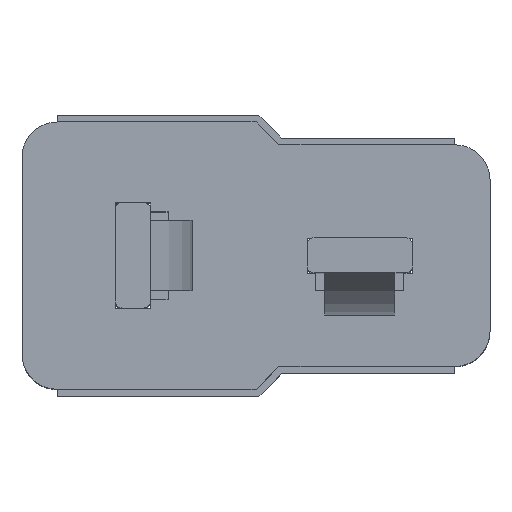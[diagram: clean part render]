
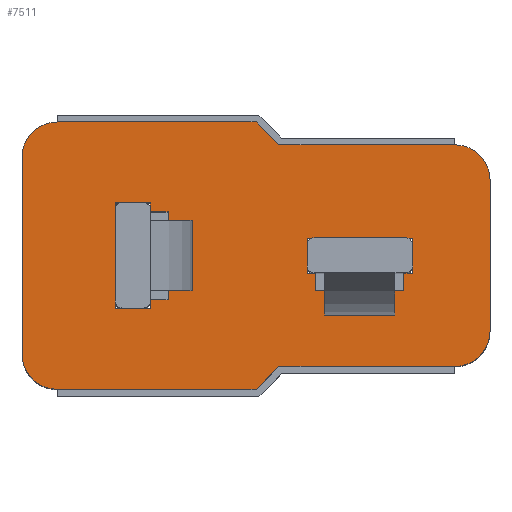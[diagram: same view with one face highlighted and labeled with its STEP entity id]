
A CAD part, top view. The second image highlights one B-rep face of the part: STEP entity #7511.
In plain terms, the highlighted planar face has unit normal (0, 0, 1).
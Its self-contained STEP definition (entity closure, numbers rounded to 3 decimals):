
#400=FACE_BOUND('',#843,.T.);
#401=FACE_BOUND('',#844,.T.);
#434=FACE_OUTER_BOUND('',#842,.T.);
#842=EDGE_LOOP('',(#4789,#4790,#4791,#4792,#4793,#4794,#4795,#4796,#4797,
#4798,#4799,#4800));
#843=EDGE_LOOP('',(#4801,#4802,#4803,#4804,#4805,#4806,#4807,#4808));
#844=EDGE_LOOP('',(#4809,#4810,#4811,#4812,#4813,#4814,#4815,#4816));
#1342=LINE('',#10363,#2147);
#1343=LINE('',#10367,#2148);
#1344=LINE('',#10371,#2149);
#1345=LINE('',#10373,#2150);
#1346=LINE('',#10375,#2151);
#1347=LINE('',#10379,#2152);
#1348=LINE('',#10383,#2153);
#1349=LINE('',#10384,#2154);
#1350=LINE('',#10387,#2155);
#1351=LINE('',#10389,#2156);
#1352=LINE('',#10391,#2157);
#1353=LINE('',#10393,#2158);
#1354=LINE('',#10395,#2159);
#1355=LINE('',#10397,#2160);
#1356=LINE('',#10399,#2161);
#1357=LINE('',#10400,#2162);
#1358=LINE('',#10403,#2163);
#1359=LINE('',#10405,#2164);
#1360=LINE('',#10407,#2165);
#1361=LINE('',#10409,#2166);
#1362=LINE('',#10411,#2167);
#1363=LINE('',#10413,#2168);
#1364=LINE('',#10415,#2169);
#1365=LINE('',#10416,#2170);
#2147=VECTOR('',#8484,1.);
#2148=VECTOR('',#8487,1.);
#2149=VECTOR('',#8490,1.);
#2150=VECTOR('',#8491,1.);
#2151=VECTOR('',#8492,1.);
#2152=VECTOR('',#8495,1.);
#2153=VECTOR('',#8498,1.);
#2154=VECTOR('',#8499,1.);
#2155=VECTOR('',#8500,1.);
#2156=VECTOR('',#8501,1.);
#2157=VECTOR('',#8502,1.);
#2158=VECTOR('',#8503,1.);
#2159=VECTOR('',#8504,1.);
#2160=VECTOR('',#8505,1.);
#2161=VECTOR('',#8506,1.);
#2162=VECTOR('',#8507,1.);
#2163=VECTOR('',#8508,1.);
#2164=VECTOR('',#8509,1.);
#2165=VECTOR('',#8510,1.);
#2166=VECTOR('',#8511,1.);
#2167=VECTOR('',#8512,1.);
#2168=VECTOR('',#8513,1.);
#2169=VECTOR('',#8514,1.);
#2170=VECTOR('',#8515,1.);
#2861=CIRCLE('',#7948,1.);
#2862=CIRCLE('',#7949,1.);
#2863=CIRCLE('',#7950,1.);
#2864=CIRCLE('',#7951,1.);
#2998=VERTEX_POINT('',#10361);
#2999=VERTEX_POINT('',#10362);
#3000=VERTEX_POINT('',#10364);
#3001=VERTEX_POINT('',#10366);
#3002=VERTEX_POINT('',#10368);
#3003=VERTEX_POINT('',#10370);
#3004=VERTEX_POINT('',#10372);
#3005=VERTEX_POINT('',#10374);
#3006=VERTEX_POINT('',#10376);
#3007=VERTEX_POINT('',#10378);
#3008=VERTEX_POINT('',#10380);
#3009=VERTEX_POINT('',#10382);
#3010=VERTEX_POINT('',#10385);
#3011=VERTEX_POINT('',#10386);
#3012=VERTEX_POINT('',#10388);
#3013=VERTEX_POINT('',#10390);
#3014=VERTEX_POINT('',#10392);
#3015=VERTEX_POINT('',#10394);
#3016=VERTEX_POINT('',#10396);
#3017=VERTEX_POINT('',#10398);
#3018=VERTEX_POINT('',#10401);
#3019=VERTEX_POINT('',#10402);
#3020=VERTEX_POINT('',#10404);
#3021=VERTEX_POINT('',#10406);
#3022=VERTEX_POINT('',#10408);
#3023=VERTEX_POINT('',#10410);
#3024=VERTEX_POINT('',#10412);
#3025=VERTEX_POINT('',#10414);
#3712=EDGE_CURVE('',#2998,#2999,#1342,.T.);
#3713=EDGE_CURVE('',#2999,#3000,#2861,.T.);
#3714=EDGE_CURVE('',#3000,#3001,#1343,.T.);
#3715=EDGE_CURVE('',#3001,#3002,#2862,.T.);
#3716=EDGE_CURVE('',#3003,#3002,#1344,.T.);
#3717=EDGE_CURVE('',#3004,#3003,#1345,.T.);
#3718=EDGE_CURVE('',#3004,#3005,#1346,.T.);
#3719=EDGE_CURVE('',#3005,#3006,#2863,.T.);
#3720=EDGE_CURVE('',#3006,#3007,#1347,.T.);
#3721=EDGE_CURVE('',#3007,#3008,#2864,.T.);
#3722=EDGE_CURVE('',#3008,#3009,#1348,.T.);
#3723=EDGE_CURVE('',#3009,#2998,#1349,.T.);
#3724=EDGE_CURVE('',#3010,#3011,#1350,.T.);
#3725=EDGE_CURVE('',#3011,#3012,#1351,.T.);
#3726=EDGE_CURVE('',#3012,#3013,#1352,.T.);
#3727=EDGE_CURVE('',#3013,#3014,#1353,.T.);
#3728=EDGE_CURVE('',#3015,#3014,#1354,.T.);
#3729=EDGE_CURVE('',#3016,#3015,#1355,.T.);
#3730=EDGE_CURVE('',#3017,#3016,#1356,.T.);
#3731=EDGE_CURVE('',#3010,#3017,#1357,.T.);
#3732=EDGE_CURVE('',#3018,#3019,#1358,.T.);
#3733=EDGE_CURVE('',#3019,#3020,#1359,.T.);
#3734=EDGE_CURVE('',#3020,#3021,#1360,.T.);
#3735=EDGE_CURVE('',#3021,#3022,#1361,.T.);
#3736=EDGE_CURVE('',#3022,#3023,#1362,.T.);
#3737=EDGE_CURVE('',#3023,#3024,#1363,.T.);
#3738=EDGE_CURVE('',#3024,#3025,#1364,.T.);
#3739=EDGE_CURVE('',#3025,#3018,#1365,.T.);
#4789=ORIENTED_EDGE('',*,*,#3712,.T.);
#4790=ORIENTED_EDGE('',*,*,#3713,.T.);
#4791=ORIENTED_EDGE('',*,*,#3714,.T.);
#4792=ORIENTED_EDGE('',*,*,#3715,.T.);
#4793=ORIENTED_EDGE('',*,*,#3716,.F.);
#4794=ORIENTED_EDGE('',*,*,#3717,.F.);
#4795=ORIENTED_EDGE('',*,*,#3718,.T.);
#4796=ORIENTED_EDGE('',*,*,#3719,.T.);
#4797=ORIENTED_EDGE('',*,*,#3720,.T.);
#4798=ORIENTED_EDGE('',*,*,#3721,.T.);
#4799=ORIENTED_EDGE('',*,*,#3722,.T.);
#4800=ORIENTED_EDGE('',*,*,#3723,.T.);
#4801=ORIENTED_EDGE('',*,*,#3724,.T.);
#4802=ORIENTED_EDGE('',*,*,#3725,.T.);
#4803=ORIENTED_EDGE('',*,*,#3726,.T.);
#4804=ORIENTED_EDGE('',*,*,#3727,.T.);
#4805=ORIENTED_EDGE('',*,*,#3728,.F.);
#4806=ORIENTED_EDGE('',*,*,#3729,.F.);
#4807=ORIENTED_EDGE('',*,*,#3730,.F.);
#4808=ORIENTED_EDGE('',*,*,#3731,.F.);
#4809=ORIENTED_EDGE('',*,*,#3732,.T.);
#4810=ORIENTED_EDGE('',*,*,#3733,.T.);
#4811=ORIENTED_EDGE('',*,*,#3734,.T.);
#4812=ORIENTED_EDGE('',*,*,#3735,.T.);
#4813=ORIENTED_EDGE('',*,*,#3736,.T.);
#4814=ORIENTED_EDGE('',*,*,#3737,.T.);
#4815=ORIENTED_EDGE('',*,*,#3738,.T.);
#4816=ORIENTED_EDGE('',*,*,#3739,.T.);
#6825=PLANE('',#7947);
#7511=ADVANCED_FACE('',(#434,#400,#401),#6825,.T.);
#7947=AXIS2_PLACEMENT_3D('',#10360,#8482,#8483);
#7948=AXIS2_PLACEMENT_3D('',#10365,#8485,#8486);
#7949=AXIS2_PLACEMENT_3D('',#10369,#8488,#8489);
#7950=AXIS2_PLACEMENT_3D('',#10377,#8493,#8494);
#7951=AXIS2_PLACEMENT_3D('',#10381,#8496,#8497);
#8482=DIRECTION('center_axis',(0.,0.,1.));
#8483=DIRECTION('ref_axis',(0.,-1.,0.));
#8484=DIRECTION('',(1.,0.,0.));
#8485=DIRECTION('center_axis',(0.,0.,1.));
#8486=DIRECTION('ref_axis',(0.,-1.,0.));
#8487=DIRECTION('',(0.,1.,0.));
#8488=DIRECTION('center_axis',(0.,0.,1.));
#8489=DIRECTION('ref_axis',(0.,-1.,0.));
#8490=DIRECTION('',(1.,0.,0.));
#8491=DIRECTION('',(0.707,-0.707,0.));
#8492=DIRECTION('',(-1.,0.,0.));
#8493=DIRECTION('center_axis',(0.,0.,1.));
#8494=DIRECTION('ref_axis',(0.,-1.,0.));
#8495=DIRECTION('',(0.,-1.,0.));
#8496=DIRECTION('center_axis',(0.,0.,1.));
#8497=DIRECTION('ref_axis',(0.,-1.,0.));
#8498=DIRECTION('',(1.,0.,0.));
#8499=DIRECTION('',(0.707,0.707,0.));
#8500=DIRECTION('',(0.,-1.,0.));
#8501=DIRECTION('',(-1.,0.,0.));
#8502=DIRECTION('',(0.,-1.,0.));
#8503=DIRECTION('',(-1.,0.,0.));
#8504=DIRECTION('',(0.,-1.,0.));
#8505=DIRECTION('',(-1.,0.,0.));
#8506=DIRECTION('',(0.,1.,0.));
#8507=DIRECTION('',(-1.,0.,0.));
#8508=DIRECTION('',(0.,1.,0.));
#8509=DIRECTION('',(1.,0.,0.));
#8510=DIRECTION('',(0.,-1.,0.));
#8511=DIRECTION('',(-1.,0.,0.));
#8512=DIRECTION('',(0.,-1.,0.));
#8513=DIRECTION('',(-1.,0.,0.));
#8514=DIRECTION('',(0.,1.,0.));
#8515=DIRECTION('',(-1.,0.,0.));
#10360=CARTESIAN_POINT('Origin',(0.244,0.021,8.));
#10361=CARTESIAN_POINT('',(0.894,-3.129,8.));
#10362=CARTESIAN_POINT('',(5.894,-3.129,8.));
#10363=CARTESIAN_POINT('',(0.244,-3.129,8.));
#10364=CARTESIAN_POINT('',(6.894,-2.129,8.));
#10365=CARTESIAN_POINT('Origin',(5.894,-2.129,8.));
#10366=CARTESIAN_POINT('',(6.894,2.171,8.));
#10367=CARTESIAN_POINT('',(6.894,3.821,8.));
#10368=CARTESIAN_POINT('',(5.894,3.171,8.));
#10369=CARTESIAN_POINT('Origin',(5.894,2.171,8.));
#10370=CARTESIAN_POINT('',(0.894,3.171,8.));
#10371=CARTESIAN_POINT('',(0.894,3.171,8.));
#10372=CARTESIAN_POINT('',(0.244,3.821,8.));
#10373=CARTESIAN_POINT('',(0.244,3.821,8.));
#10374=CARTESIAN_POINT('',(-5.406,3.821,8.));
#10375=CARTESIAN_POINT('',(6.894,3.821,8.));
#10376=CARTESIAN_POINT('',(-6.406,2.821,8.));
#10377=CARTESIAN_POINT('Origin',(-5.406,2.821,8.));
#10378=CARTESIAN_POINT('',(-6.406,-2.779,8.));
#10379=CARTESIAN_POINT('',(-6.406,3.821,8.));
#10380=CARTESIAN_POINT('',(-5.406,-3.779,8.));
#10381=CARTESIAN_POINT('Origin',(-5.406,-2.779,8.));
#10382=CARTESIAN_POINT('',(0.244,-3.779,8.));
#10383=CARTESIAN_POINT('',(6.894,-3.779,8.));
#10384=CARTESIAN_POINT('',(2.144,-1.879,8.));
#10385=CARTESIAN_POINT('',(-2.256,1.271,8.));
#10386=CARTESIAN_POINT('',(-2.256,-1.229,8.));
#10387=CARTESIAN_POINT('',(-2.256,0.021,8.));
#10388=CARTESIAN_POINT('',(-2.756,-1.229,8.));
#10389=CARTESIAN_POINT('',(0.244,-1.229,8.));
#10390=CARTESIAN_POINT('',(-2.756,-1.479,8.));
#10391=CARTESIAN_POINT('',(-2.756,0.021,8.));
#10392=CARTESIAN_POINT('',(-3.756,-1.479,8.));
#10393=CARTESIAN_POINT('',(0.244,-1.479,8.));
#10394=CARTESIAN_POINT('',(-3.756,1.521,8.));
#10395=CARTESIAN_POINT('',(-3.756,0.021,8.));
#10396=CARTESIAN_POINT('',(-2.756,1.521,8.));
#10397=CARTESIAN_POINT('',(0.244,1.521,8.));
#10398=CARTESIAN_POINT('',(-2.756,1.271,8.));
#10399=CARTESIAN_POINT('',(-2.756,0.021,8.));
#10400=CARTESIAN_POINT('',(0.244,1.271,8.));
#10401=CARTESIAN_POINT('',(1.694,-0.479,8.));
#10402=CARTESIAN_POINT('',(1.694,0.521,8.));
#10403=CARTESIAN_POINT('',(1.694,0.021,8.));
#10404=CARTESIAN_POINT('',(4.694,0.521,8.));
#10405=CARTESIAN_POINT('',(0.244,0.521,8.));
#10406=CARTESIAN_POINT('',(4.694,-0.479,8.));
#10407=CARTESIAN_POINT('',(4.694,0.021,8.));
#10408=CARTESIAN_POINT('',(4.444,-0.479,8.));
#10409=CARTESIAN_POINT('',(0.244,-0.479,8.));
#10410=CARTESIAN_POINT('',(4.444,-0.979,8.));
#10411=CARTESIAN_POINT('',(4.444,0.021,8.));
#10412=CARTESIAN_POINT('',(1.944,-0.979,8.));
#10413=CARTESIAN_POINT('',(0.244,-0.979,8.));
#10414=CARTESIAN_POINT('',(1.944,-0.479,8.));
#10415=CARTESIAN_POINT('',(1.944,0.021,8.));
#10416=CARTESIAN_POINT('',(0.244,-0.479,8.));
